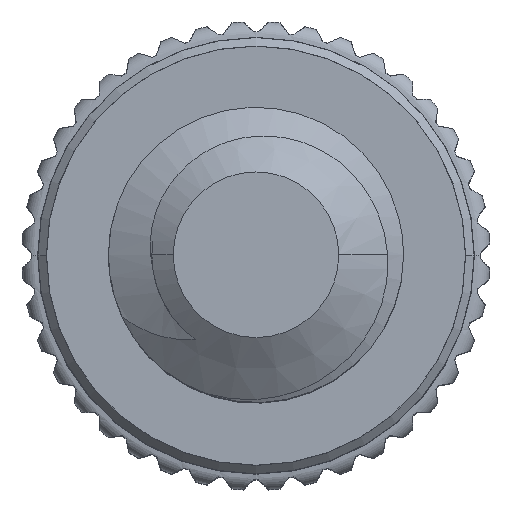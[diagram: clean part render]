
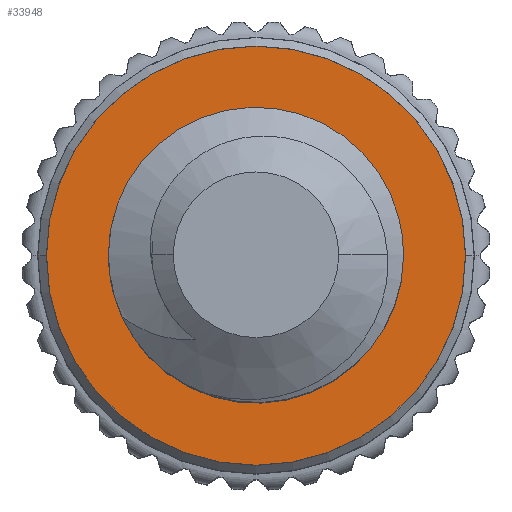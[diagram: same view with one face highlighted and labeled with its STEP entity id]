
A CAD part, top view. The second image highlights one B-rep face of the part: STEP entity #33948.
In plain terms, the highlighted planar face has unit normal (0, 0, 1).
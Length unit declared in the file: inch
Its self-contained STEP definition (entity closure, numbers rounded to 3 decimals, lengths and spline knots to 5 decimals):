
#12 = CARTESIAN_POINT ( 'NONE',  ( 0.05234, -0.0122, -1.5 ) ) ;
#126 = ORIENTED_EDGE ( 'NONE', *, *, #16438, .T. ) ;
#398 = DIRECTION ( 'NONE',  ( 0., 0., -1. ) ) ;
#418 = EDGE_CURVE ( 'NONE', #32374, #33811, #35044, .T. ) ;
#604 = CARTESIAN_POINT ( 'NONE',  ( 0., -0.0487, -1.5 ) ) ;
#2561 = CARTESIAN_POINT ( 'NONE',  ( -0.06309, 0.01154, -1.5 ) ) ;
#2610 = CARTESIAN_POINT ( 'NONE',  ( 0.03412, -0.03475, -1.5 ) ) ;
#3076 = CARTESIAN_POINT ( 'NONE',  ( -0.05968, -0.0116, -1.5 ) ) ;
#3718 = DIRECTION ( 'NONE',  ( 0., 0., 1. ) ) ;
#4089 = EDGE_CURVE ( 'NONE', #9054, #21801, #9190, .T. ) ;
#4296 = EDGE_CURVE ( 'NONE', #32374, #36804, #21379, .T. ) ;
#5048 = B_SPLINE_CURVE_WITH_KNOTS ( 'NONE', 3,
 ( #26345, #20581, #32027, #20176, #26213, #3076, #32271, #11552, #2561, #29060, #17496, #14645, #35217, #23633 ),
 .UNSPECIFIED., .F., .F.,
 ( 4, 2, 2, 2, 2, 2, 4 ),
 ( 0., 0.00089, 0.00178, 0.00222, 0.00267, 0.00311, 0.00356 ),
 .UNSPECIFIED. ) ;
#5131 = CARTESIAN_POINT ( 'NONE',  ( 0., 0., -1.5 ) ) ;
#6606 = DIRECTION ( 'NONE',  ( 0., 0., -1. ) ) ;
#8501 = DIRECTION ( 'NONE',  ( 1., 0., 0. ) ) ;
#8564 = CARTESIAN_POINT ( 'NONE',  ( 0.00588, 0.06833, -1.5 ) ) ;
#9054 = VERTEX_POINT ( 'NONE', #30934 ) ;
#9153 = DIRECTION ( 'NONE',  ( 1., 0., 0. ) ) ;
#9190 = CIRCLE ( 'NONE', #23013, 0.09796 ) ;
#11360 = CARTESIAN_POINT ( 'NONE',  ( 0.05592, 0.01675, -1.5 ) ) ;
#11552 = CARTESIAN_POINT ( 'NONE',  ( -0.06307, 0.00562, -1.5 ) ) ;
#11816 = AXIS2_PLACEMENT_3D ( 'NONE', #30216, #3718, #21469 ) ;
#11996 = DIRECTION ( 'NONE',  ( -1., 0., 0. ) ) ;
#12116 = AXIS2_PLACEMENT_3D ( 'NONE', #32700, #398, #11996 ) ;
#13005 = ORIENTED_EDGE ( 'NONE', *, *, #21657, .T. ) ;
#13488 = CIRCLE ( 'NONE', #34477, 0.0487 ) ;
#14578 = CARTESIAN_POINT ( 'NONE',  ( 0.02753, 0.05951, -1.5 ) ) ;
#14645 = CARTESIAN_POINT ( 'NONE',  ( -0.05507, 0.03952, -1.5 ) ) ;
#14691 = CARTESIAN_POINT ( 'NONE',  ( 0.02239, 0.06248, -1.5 ) ) ;
#15731 = CIRCLE ( 'NONE', #11816, 0.09796 ) ;
#15808 = FACE_BOUND ( 'NONE', #28501, .T. ) ;
#16438 = EDGE_CURVE ( 'NONE', #36804, #23702, #13488, .T. ) ;
#17307 = CARTESIAN_POINT ( 'NONE',  ( 0.05565, -0.00084, -1.5 ) ) ;
#17423 = CARTESIAN_POINT ( 'NONE',  ( 0.03902, -0.03141, -1.5 ) ) ;
#17496 = CARTESIAN_POINT ( 'NONE',  ( -0.05982, 0.02885, -1.5 ) ) ;
#18055 = PLANE ( 'NONE',  #12116 ) ;
#18364 = CARTESIAN_POINT ( 'NONE',  ( 0.09796, 0., -1.5 ) ) ;
#19013 = FACE_OUTER_BOUND ( 'NONE', #24600, .T. ) ;
#20176 = CARTESIAN_POINT ( 'NONE',  ( -0.04432, -0.03688, -1.5 ) ) ;
#20227 = CARTESIAN_POINT ( 'NONE',  ( 0.04312, -0.02719, -1.5 ) ) ;
#20581 = CARTESIAN_POINT ( 'NONE',  ( -0.01169, -0.05058, -1.5 ) ) ;
#21379 = B_SPLINE_CURVE_WITH_KNOTS ( 'NONE', 3,
 ( #32325, #8564, #23324, #14691, #14578, #26016, #32082, #35265, #11360, #29258, #17307, #12, #37833, #20227, #17423, #2610 ),
 .UNSPECIFIED., .F., .F.,
 ( 4, 2, 2, 2, 2, 2, 2, 4 ),
 ( 0., 0.00044, 0.00089, 0.00178, 0.00222, 0.00267, 0.00311, 0.00355 ),
 .UNSPECIFIED. ) ;
#21415 = CARTESIAN_POINT ( 'NONE',  ( 0., 0.069, -1.5 ) ) ;
#21469 = DIRECTION ( 'NONE',  ( -1., 0., 0. ) ) ;
#21657 = EDGE_CURVE ( 'NONE', #23702, #33811, #5048, .T. ) ;
#21801 = VERTEX_POINT ( 'NONE', #18364 ) ;
#22885 = CARTESIAN_POINT ( 'NONE',  ( 0., 0., -1.5 ) ) ;
#23013 = AXIS2_PLACEMENT_3D ( 'NONE', #5131, #25800, #28779 ) ;
#23324 = CARTESIAN_POINT ( 'NONE',  ( 0.01153, 0.06689, -1.5 ) ) ;
#23587 = EDGE_CURVE ( 'NONE', #21801, #9054, #15731, .T. ) ;
#23633 = CARTESIAN_POINT ( 'NONE',  ( -0.04834, 0.04923, -1.5 ) ) ;
#23702 = VERTEX_POINT ( 'NONE', #604 ) ;
#23927 = CARTESIAN_POINT ( 'NONE',  ( 0., 0., -1.5 ) ) ;
#24600 = EDGE_LOOP ( 'NONE', ( #34588, #32847 ) ) ;
#25734 = ORIENTED_EDGE ( 'NONE', *, *, #4296, .T. ) ;
#25800 = DIRECTION ( 'NONE',  ( 0., 0., 1. ) ) ;
#25822 = DIRECTION ( 'NONE',  ( 0., 0., 1. ) ) ;
#26016 = CARTESIAN_POINT ( 'NONE',  ( 0.04135, 0.04877, -1.5 ) ) ;
#26213 = CARTESIAN_POINT ( 'NONE',  ( -0.05226, -0.02769, -1.5 ) ) ;
#26345 = CARTESIAN_POINT ( 'NONE',  ( 0., -0.0487, -1.5 ) ) ;
#26829 = AXIS2_PLACEMENT_3D ( 'NONE', #22885, #25822, #8501 ) ;
#28501 = EDGE_LOOP ( 'NONE', ( #30835, #25734, #126, #13005 ) ) ;
#28779 = DIRECTION ( 'NONE',  ( -1., 0., 0. ) ) ;
#29060 = CARTESIAN_POINT ( 'NONE',  ( -0.06148, 0.02312, -1.5 ) ) ;
#29258 = CARTESIAN_POINT ( 'NONE',  ( 0.05636, 0.00496, -1.5 ) ) ;
#30216 = CARTESIAN_POINT ( 'NONE',  ( 0., 0., -1.5 ) ) ;
#30835 = ORIENTED_EDGE ( 'NONE', *, *, #418, .F. ) ;
#30934 = CARTESIAN_POINT ( 'NONE',  ( -0.09796, 0., -1.5 ) ) ;
#32027 = CARTESIAN_POINT ( 'NONE',  ( -0.02368, -0.04845, -1.5 ) ) ;
#32082 = CARTESIAN_POINT ( 'NONE',  ( 0.04868, 0.03892, -1.5 ) ) ;
#32271 = CARTESIAN_POINT ( 'NONE',  ( -0.06135, -0.00599, -1.5 ) ) ;
#32325 = CARTESIAN_POINT ( 'NONE',  ( 0., 0.069, -1.5 ) ) ;
#32374 = VERTEX_POINT ( 'NONE', #21415 ) ;
#32700 = CARTESIAN_POINT ( 'NONE',  ( 0., 0., -1.5 ) ) ;
#32847 = ORIENTED_EDGE ( 'NONE', *, *, #23587, .T. ) ;
#33811 = VERTEX_POINT ( 'NONE', #37901 ) ;
#33948 = ADVANCED_FACE ( 'NONE', ( #19013, #15808 ), #18055, .F. ) ;
#34477 = AXIS2_PLACEMENT_3D ( 'NONE', #23927, #6606, #9153 ) ;
#34588 = ORIENTED_EDGE ( 'NONE', *, *, #4089, .T. ) ;
#34627 = CARTESIAN_POINT ( 'NONE',  ( 0.03412, -0.03475, -1.5 ) ) ;
#35044 = CIRCLE ( 'NONE', #26829, 0.069 ) ;
#35217 = CARTESIAN_POINT ( 'NONE',  ( -0.052, 0.0446, -1.5 ) ) ;
#35265 = CARTESIAN_POINT ( 'NONE',  ( 0.05477, 0.0225, -1.5 ) ) ;
#36804 = VERTEX_POINT ( 'NONE', #34627 ) ;
#37833 = CARTESIAN_POINT ( 'NONE',  ( 0.04983, -0.01748, -1.5 ) ) ;
#37901 = CARTESIAN_POINT ( 'NONE',  ( -0.04834, 0.04923, -1.5 ) ) ;
